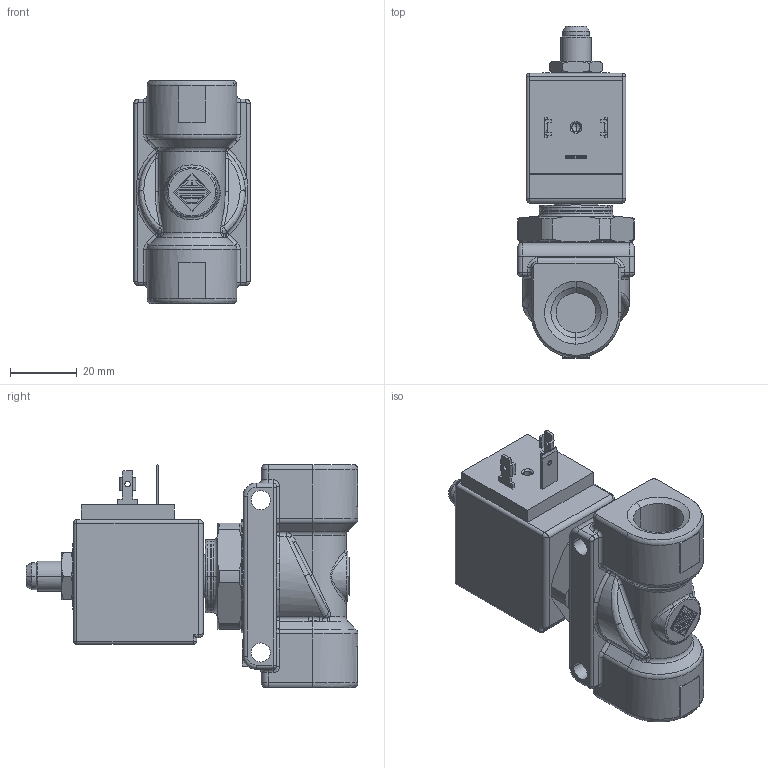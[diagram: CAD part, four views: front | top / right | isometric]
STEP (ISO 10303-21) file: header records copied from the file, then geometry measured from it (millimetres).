
FILE_DESCRIPTION((''),'2;1');
FILE_NAME('21PW4F0T120_BDA_INGOMBRO_ASM','2009-07-07T',('romeri'),('O.D.E.'),'PRO/ENGINEER BY PARAMETRIC TECHNOLOGY CORPORATION, 2005450','PRO/ENGINEER BY PARAMETRIC TECHNOLOGY CORPORATION, 2005450','');
FILE_SCHEMA(('CONFIG_CONTROL_DESIGN'));
Length unit declared in the file: millimetre
Products named in the file (6): 450PW3_INGOMBRO; 452154_INGOMBRI; BOBINA_8_W_INGOMBRO; 450145; 450146; 21PW4F0T120_BDA_INGOMBRO_ASM
Assembly tree (5 placements, depth 2):
  21PW4F0T120_BDA_INGOMBRO_ASM
    450PW3_INGOMBRO
    452154_INGOMBRI
    BOBINA_8_W_INGOMBRO
    450145
    450146
Bounding box: 35 x 99.7 x 67.15 mm (x, y, z)
Volume: 99272.1 mm3; surface area: 36262 mm2
Topology: 5 solids, 11 shells, 575 faces, 1350 edges, 821 vertices
Faces by surface type: plane 232, cylinder 165, cone 63, torus 56, bspline 45, sphere 14
Entity records: 24989 total; most frequent: CARTESIAN_POINT 5045, DIRECTION 2774, ORIENTED_EDGE 2696, PRESENTATION_STYLE_ASSIGNMENT 1545, EDGE_CURVE 1348, STYLED_ITEM 1212, CURVE_STYLE 1108, AXIS2_PLACEMENT_3D 1051
